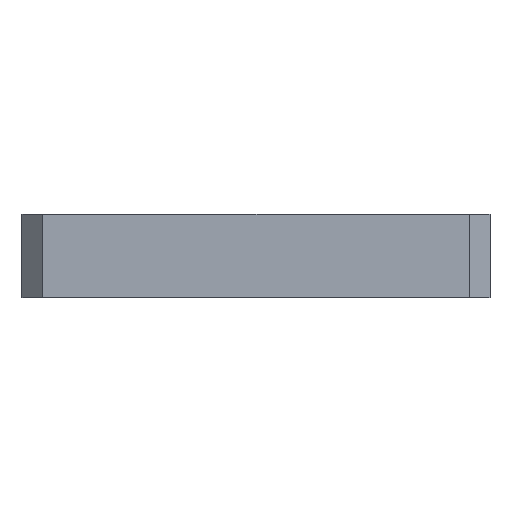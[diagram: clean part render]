
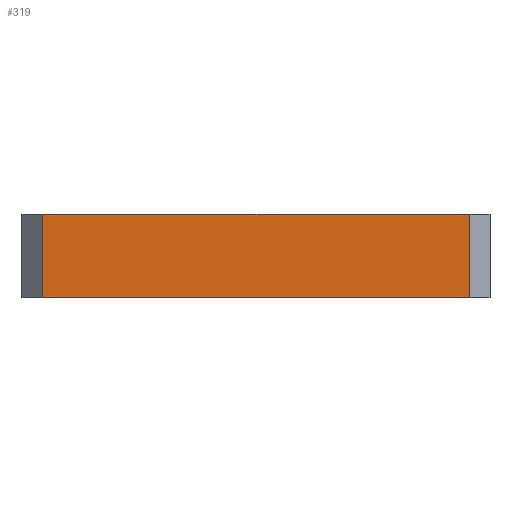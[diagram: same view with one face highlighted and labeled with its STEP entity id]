
A CAD part, left-side view. The second image highlights one B-rep face of the part: STEP entity #319.
In plain terms, the highlighted planar face has unit normal (-1, 0, 0).
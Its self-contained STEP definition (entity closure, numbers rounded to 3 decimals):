
#48 = VERTEX_POINT('',#49);
#49 = CARTESIAN_POINT('',(-59.1,46.98,0.));
#55 = EDGE_CURVE('',#48,#56,#58,.T.);
#56 = VERTEX_POINT('',#57);
#57 = CARTESIAN_POINT('',(-59.1,-46.98,0.));
#58 = LINE('',#59,#60);
#59 = CARTESIAN_POINT('',(-59.1,53.55,0.));
#60 = VECTOR('',#61,1.);
#61 = DIRECTION('',(0.,-1.,0.));
#276 = VERTEX_POINT('',#277);
#277 = CARTESIAN_POINT('',(-59.1,-46.98,18.5));
#283 = EDGE_CURVE('',#276,#56,#284,.T.);
#284 = LINE('',#285,#286);
#285 = CARTESIAN_POINT('',(-59.1,-46.98,18.5));
#286 = VECTOR('',#287,1.);
#287 = DIRECTION('',(-0.,-0.,-1.));
#300 = VERTEX_POINT('',#301);
#301 = CARTESIAN_POINT('',(-59.1,46.98,18.5));
#307 = EDGE_CURVE('',#300,#48,#308,.T.);
#308 = LINE('',#309,#310);
#309 = CARTESIAN_POINT('',(-59.1,46.98,18.5));
#310 = VECTOR('',#311,1.);
#311 = DIRECTION('',(-0.,-0.,-1.));
#319 = ADVANCED_FACE('',(#320),#331,.F.);
#320 = FACE_BOUND('',#321,.F.);
#321 = EDGE_LOOP('',(#322,#323,#324,#330));
#322 = ORIENTED_EDGE('',*,*,#55,.F.);
#323 = ORIENTED_EDGE('',*,*,#307,.F.);
#324 = ORIENTED_EDGE('',*,*,#325,.T.);
#325 = EDGE_CURVE('',#300,#276,#326,.T.);
#326 = LINE('',#327,#328);
#327 = CARTESIAN_POINT('',(-59.1,53.55,18.5));
#328 = VECTOR('',#329,1.);
#329 = DIRECTION('',(0.,-1.,0.));
#330 = ORIENTED_EDGE('',*,*,#283,.T.);
#331 = PLANE('',#332);
#332 = AXIS2_PLACEMENT_3D('',#333,#334,#335);
#333 = CARTESIAN_POINT('',(-59.1,53.55,0.));
#334 = DIRECTION('',(1.,0.,0.));
#335 = DIRECTION('',(0.,-1.,0.));
